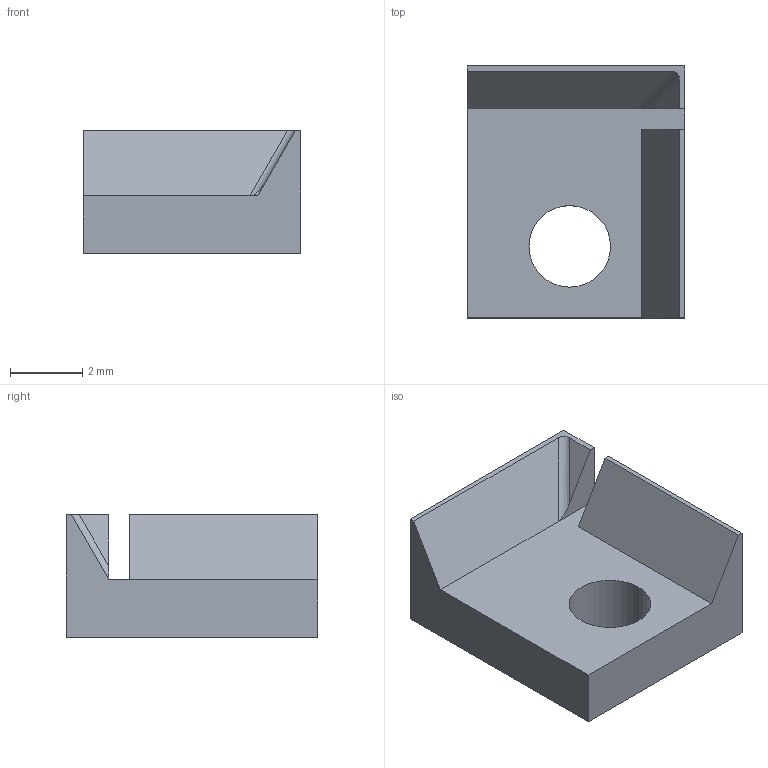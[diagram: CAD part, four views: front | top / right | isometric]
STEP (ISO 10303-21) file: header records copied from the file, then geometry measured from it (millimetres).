
FILE_DESCRIPTION (( 'STEP AP214' ), '1' );
FILE_NAME ('D1200561-v1_Type-01_Cu CLAMP.STEP', '2012-10-30T19:59:37', ( '' ), ( '' ), 'SwSTEP 2.0', 'SolidWorks 2012', '' );
FILE_SCHEMA (( 'AUTOMOTIVE_DESIGN' ));
Length unit declared in the file: inch
Products named in the file (1): D1200561-v1_Type-01_Cu CLAMP
Bounding box: 6.03 x 6.99 x 3.39 mm (x, y, z)
Volume: 74.6 mm3; surface area: 167.6 mm2
Topology: 1 solids, 1 shells, 16 faces, 41 edges, 27 vertices
Faces by surface type: plane 13, cylinder 3
Entity records: 525 total; most frequent: CARTESIAN_POINT 91, ORIENTED_EDGE 82, DIRECTION 77, EDGE_CURVE 41, LINE 35, VECTOR 35, VERTEX_POINT 27, AXIS2_PLACEMENT_3D 21
